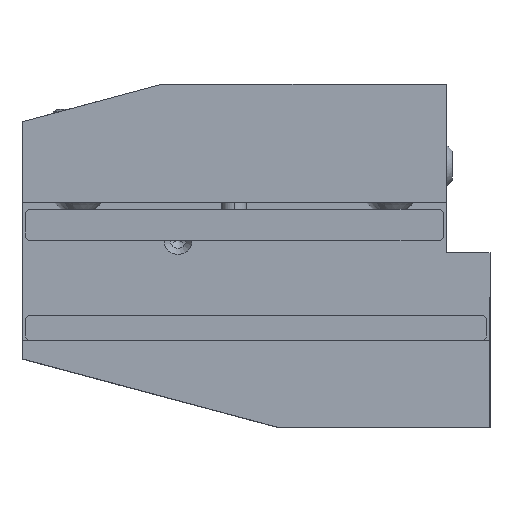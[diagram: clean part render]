
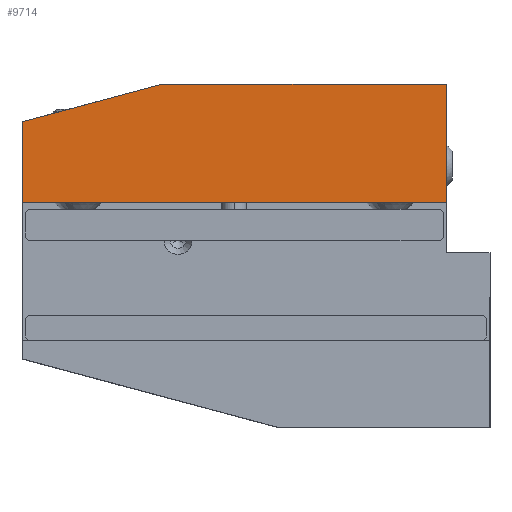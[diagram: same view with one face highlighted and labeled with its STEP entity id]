
A CAD part, top view. The second image highlights one B-rep face of the part: STEP entity #9714.
In plain terms, the highlighted planar face has unit normal (0, 0, 1).
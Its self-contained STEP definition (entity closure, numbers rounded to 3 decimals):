
#374 = VECTOR ( 'NONE', #6089, 1000. ) ;
#719 = LINE ( 'NONE', #4715, #374 ) ;
#756 = CARTESIAN_POINT ( 'NONE',  ( -129.663, -8.506, 103.13 ) ) ;
#996 = VERTEX_POINT ( 'NONE', #3051 ) ;
#1091 = AXIS2_PLACEMENT_3D ( 'NONE', #9064, #9906, #2065 ) ;
#1213 = LINE ( 'NONE', #3459, #7724 ) ;
#1221 = EDGE_CURVE ( 'NONE', #5139, #996, #719, .T. ) ;
#1833 = DIRECTION ( 'NONE',  ( 0., -1., 0. ) ) ;
#1874 = DIRECTION ( 'NONE',  ( 1., 0., 0. ) ) ;
#2065 = DIRECTION ( 'NONE',  ( 1., 0., 0. ) ) ;
#2216 = DIRECTION ( 'NONE',  ( 0.966, 0.259, 0. ) ) ;
#2350 = CARTESIAN_POINT ( 'NONE',  ( -61.663, 10.494, 103.13 ) ) ;
#2523 = VECTOR ( 'NONE', #2216, 1000. ) ;
#2546 = EDGE_CURVE ( 'NONE', #5139, #5160, #9929, .T. ) ;
#2724 = ORIENTED_EDGE ( 'NONE', *, *, #2546, .F. ) ;
#3051 = CARTESIAN_POINT ( 'NONE',  ( -107.271, 10.494, 103.13 ) ) ;
#3459 = CARTESIAN_POINT ( 'NONE',  ( -129.663, 10.494, 103.13 ) ) ;
#3658 = PLANE ( 'NONE',  #1091 ) ;
#4105 = FACE_OUTER_BOUND ( 'NONE', #6538, .T. ) ;
#4247 = ORIENTED_EDGE ( 'NONE', *, *, #7706, .F. ) ;
#4448 = VERTEX_POINT ( 'NONE', #756 ) ;
#4715 = CARTESIAN_POINT ( 'NONE',  ( -129.663, 10.494, 103.13 ) ) ;
#4738 = VECTOR ( 'NONE', #1874, 1000. ) ;
#5139 = VERTEX_POINT ( 'NONE', #2350 ) ;
#5152 = ORIENTED_EDGE ( 'NONE', *, *, #7415, .T. ) ;
#5160 = VERTEX_POINT ( 'NONE', #7014 ) ;
#5374 = DIRECTION ( 'NONE',  ( 0., -1., 0. ) ) ;
#5966 = EDGE_CURVE ( 'NONE', #4448, #5160, #6800, .T. ) ;
#6089 = DIRECTION ( 'NONE',  ( -1., 0., 0. ) ) ;
#6325 = CARTESIAN_POINT ( 'NONE',  ( -129.663, 4.494, 103.13 ) ) ;
#6538 = EDGE_LOOP ( 'NONE', ( #4247, #5152, #7834, #2724, #9486 ) ) ;
#6800 = LINE ( 'NONE', #9601, #4738 ) ;
#7014 = CARTESIAN_POINT ( 'NONE',  ( -61.663, -8.506, 103.13 ) ) ;
#7415 = EDGE_CURVE ( 'NONE', #8305, #4448, #1213, .T. ) ;
#7706 = EDGE_CURVE ( 'NONE', #8305, #996, #10030, .T. ) ;
#7724 = VECTOR ( 'NONE', #1833, 1000. ) ;
#7834 = ORIENTED_EDGE ( 'NONE', *, *, #5966, .T. ) ;
#8305 = VERTEX_POINT ( 'NONE', #6325 ) ;
#8534 = CARTESIAN_POINT ( 'NONE',  ( -107.271, 10.494, 103.13 ) ) ;
#9064 = CARTESIAN_POINT ( 'NONE',  ( -129.663, -44.506, 103.13 ) ) ;
#9312 = VECTOR ( 'NONE', #5374, 1000. ) ;
#9486 = ORIENTED_EDGE ( 'NONE', *, *, #1221, .T. ) ;
#9601 = CARTESIAN_POINT ( 'NONE',  ( -129.663, -8.506, 103.13 ) ) ;
#9714 = ADVANCED_FACE ( 'NONE', ( #4105 ), #3658, .T. ) ;
#9906 = DIRECTION ( 'NONE',  ( 0., 0., 1. ) ) ;
#9929 = LINE ( 'NONE', #9991, #9312 ) ;
#9991 = CARTESIAN_POINT ( 'NONE',  ( -61.663, 10.494, 103.13 ) ) ;
#10030 = LINE ( 'NONE', #8534, #2523 ) ;
